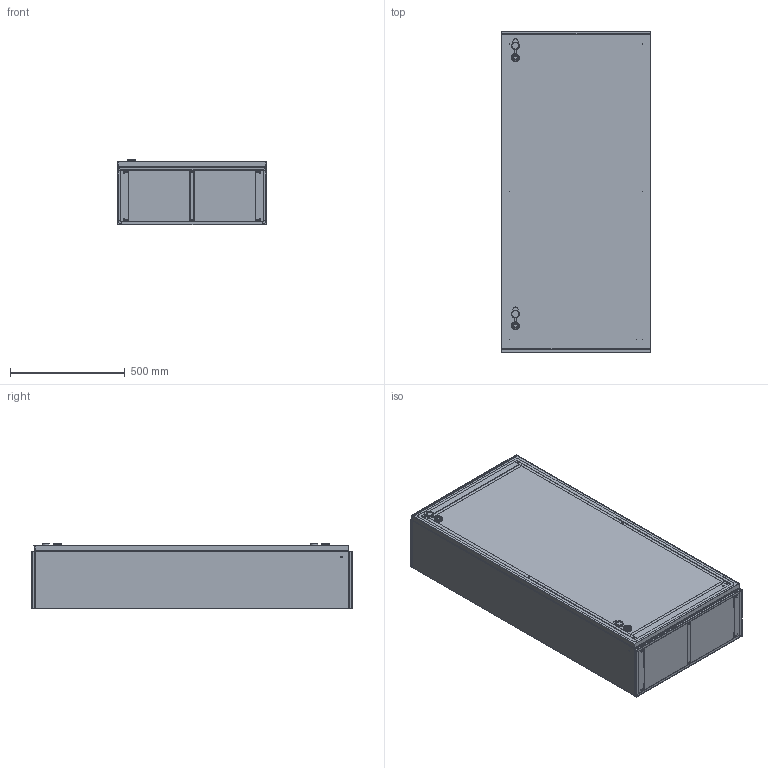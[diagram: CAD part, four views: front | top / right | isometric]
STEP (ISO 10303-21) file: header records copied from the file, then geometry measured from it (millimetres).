
FILE_DESCRIPTION (( 'STEP AP203' ), '1' );
FILE_NAME ('YKM40-07-65 Êîðïóñ ìåòàëëè÷åñêèé ÙÌÏ-7-0 74 Ó1 IP65 GARANT.STEP', '2016-08-30T08:50:20', ( '' ), ( '' ), 'SwSTEP 2.0', 'SolidWorks 2014', '' );
FILE_SCHEMA (( 'CONFIG_CONTROL_DESIGN' ));
Length unit declared in the file: millimetre
Products named in the file (1): YKM40-07-65 Êîðïóñ ìåòàëëè÷åñêèé ÙÌÏ-7-0 74 Ó1 IP65 GARANT
Bounding box: 650 x 1398.8 x 284.4 mm (x, y, z)
Volume: 5830722.6 mm3; surface area: 8747838.5 mm2
Topology: 7 solids, 13 shells, 2646 faces, 6841 edges, 4477 vertices
Faces by surface type: plane 1508, cylinder 650, bspline 398, cone 90
Full cylindrical faces by diameter (mm): 1 x19, 3.6 x172, 4 x8, 4.2 x3, 4.3 x3, 5.2 x176, 5.5 x4, 6 x29, 6.5 x10, 6.9 x44, 7 x12, 7.5 x19, 8 x4, 10 x4, 14.2 x6, 16 x2, 30 x2, 32 x2, 33 x2, 35 x2
Entity records: 109240 total; most frequent: CARTESIAN_POINT 51284, ORIENTED_EDGE 11010, DIRECTION 10677, EDGE_CURVE 5505, EDGE_LOOP 4663, VERTEX_POINT 4058, AXIS2_PLACEMENT_3D 3623, FACE_OUTER_BOUND 3531
